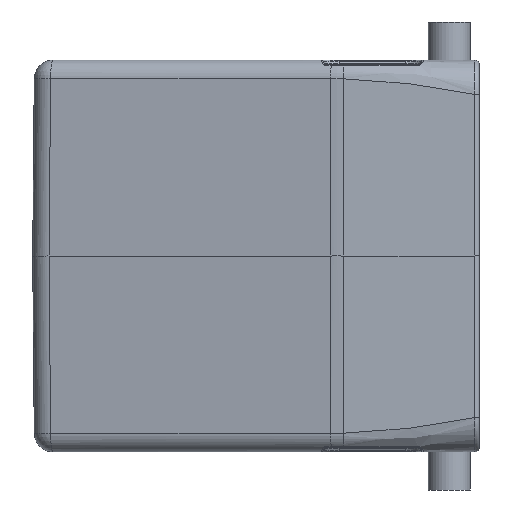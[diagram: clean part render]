
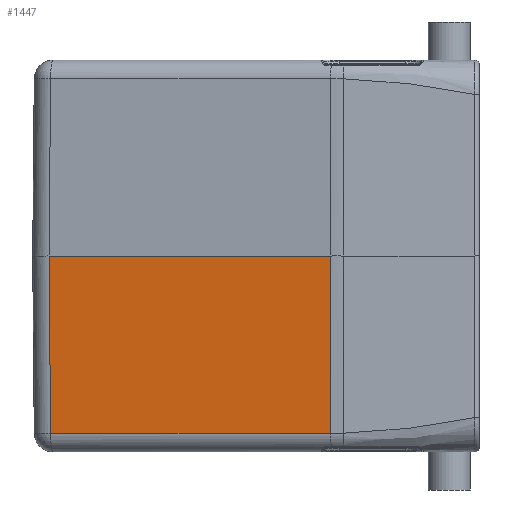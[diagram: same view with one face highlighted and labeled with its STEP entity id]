
A CAD part, left-side view. The second image highlights one B-rep face of the part: STEP entity #1447.
In plain terms, the highlighted planar face has unit normal (-0.99, 0.139, -0.009).
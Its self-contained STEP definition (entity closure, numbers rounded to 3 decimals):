
#760=FACE_OUTER_BOUND('',#2472,.T.);
#1447=ADVANCED_FACE('NONE',(#760),#1974,.T.);
#1974=PLANE('',#10049);
#2472=EDGE_LOOP('',(#4402,#4403,#4404,#4405));
#4402=ORIENTED_EDGE('',*,*,#7323,.T.);
#4403=ORIENTED_EDGE('',*,*,#7486,.F.);
#4404=ORIENTED_EDGE('',*,*,#7487,.F.);
#4405=ORIENTED_EDGE('',*,*,#7488,.F.);
#6347=VERTEX_POINT('',#14819);
#6348=VERTEX_POINT('',#14821);
#6460=VERTEX_POINT('',#15398);
#6461=VERTEX_POINT('',#15400);
#7323=EDGE_CURVE('NONE',#6348,#6347,#8594,.T.);
#7486=EDGE_CURVE('NONE',#6460,#6347,#8654,.T.);
#7487=EDGE_CURVE('NONE',#6461,#6460,#8655,.T.);
#7488=EDGE_CURVE('NONE',#6348,#6461,#8656,.T.);
#8594=LINE('',#14820,#9316);
#8654=LINE('',#15397,#9376);
#8655=LINE('',#15399,#9377);
#8656=LINE('',#15401,#9378);
#9316=VECTOR('',#11553,1.);
#9376=VECTOR('',#11891,1.);
#9377=VECTOR('',#11892,1.);
#9378=VECTOR('',#11893,1.);
#10049=AXIS2_PLACEMENT_3D('',#15402,#11894,#11895);
#11553=DIRECTION('',(0.008,-0.009,-1.));
#11891=DIRECTION('',(0.139,0.99,0.));
#11892=DIRECTION('',(0.009,-0.001,-1.));
#11893=DIRECTION('',(-0.139,-0.99,0.));
#11894=DIRECTION('',(-0.99,0.139,-0.009));
#11895=DIRECTION('',(-0.139,-0.99,0.));
#14819=CARTESIAN_POINT('',(-38.201,43.231,-37.285));
#14820=CARTESIAN_POINT('',(-38.484,43.557,0.));
#14821=CARTESIAN_POINT('',(-38.484,43.557,0.));
#15397=CARTESIAN_POINT('',(-46.48,-15.676,-37.285));
#15398=CARTESIAN_POINT('',(-46.48,-15.676,-37.285));
#15399=CARTESIAN_POINT('',(-46.805,-15.653,0.001));
#15400=CARTESIAN_POINT('',(-46.805,-15.653,0.));
#15401=CARTESIAN_POINT('',(-38.,47.,0.));
#15402=CARTESIAN_POINT('',(-38.,47.,0.));
